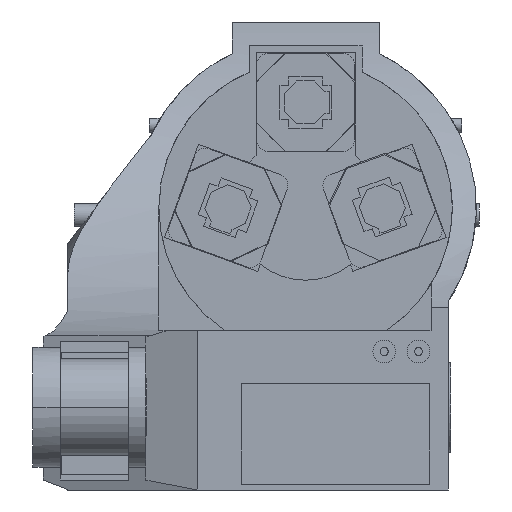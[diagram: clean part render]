
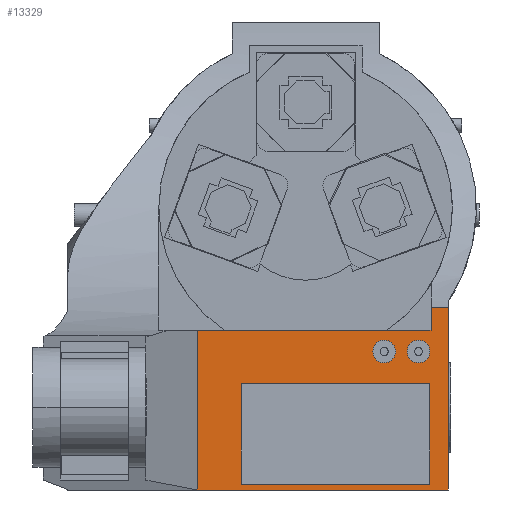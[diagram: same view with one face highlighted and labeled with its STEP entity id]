
A CAD part, left-side view. The second image highlights one B-rep face of the part: STEP entity #13329.
In plain terms, the highlighted planar face has unit normal (-1, 0, 0).
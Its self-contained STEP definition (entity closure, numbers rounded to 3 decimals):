
#148 = CARTESIAN_POINT ( 'NONE',  ( 225., 113., 3042. ) ) ;
#328 = CARTESIAN_POINT ( 'NONE',  ( 225., -250., 3175.457 ) ) ;
#463 = CARTESIAN_POINT ( 'NONE',  ( 225., -158., 3098. ) ) ;
#556 = VECTOR ( 'NONE', #4891, 1000. ) ;
#669 = CIRCLE ( 'NONE', #8895, 20. ) ;
#956 = VECTOR ( 'NONE', #2742, 1000. ) ;
#1032 = CARTESIAN_POINT ( 'NONE',  ( 225., 190., 2855. ) ) ;
#1094 = CIRCLE ( 'NONE', #10397, 20. ) ;
#1247 = DIRECTION ( 'NONE',  ( 0., -1., 0. ) ) ;
#1516 = CARTESIAN_POINT ( 'NONE',  ( 225., -1534.416, 3175.457 ) ) ;
#1544 = ORIENTED_EDGE ( 'NONE', *, *, #1926, .T. ) ;
#1662 = EDGE_LOOP ( 'NONE', ( #5829, #8509 ) ) ;
#1715 = CARTESIAN_POINT ( 'NONE',  ( 225., -118., 3098. ) ) ;
#1769 = EDGE_CURVE ( 'NONE', #11665, #4250, #6002, .T. ) ;
#1849 = DIRECTION ( 'NONE',  ( 0., -1., 0. ) ) ;
#1926 = EDGE_CURVE ( 'NONE', #11965, #10987, #3496, .T. ) ;
#2103 = EDGE_CURVE ( 'NONE', #11665, #2635, #2879, .T. ) ;
#2106 = VECTOR ( 'NONE', #10138, 1000. ) ;
#2148 = DIRECTION ( 'NONE',  ( 0., 0., -1. ) ) ;
#2252 = ORIENTED_EDGE ( 'NONE', *, *, #2449, .F. ) ;
#2338 = LINE ( 'NONE', #3208, #5835 ) ;
#2422 = EDGE_CURVE ( 'NONE', #11965, #4250, #10796, .T. ) ;
#2449 = EDGE_CURVE ( 'NONE', #5857, #6665, #10922, .T. ) ;
#2555 = VERTEX_POINT ( 'NONE', #8073 ) ;
#2635 = VERTEX_POINT ( 'NONE', #1032 ) ;
#2641 = ORIENTED_EDGE ( 'NONE', *, *, #4550, .F. ) ;
#2646 = DIRECTION ( 'NONE',  ( 0., -1., 0. ) ) ;
#2728 = VERTEX_POINT ( 'NONE', #463 ) ;
#2742 = DIRECTION ( 'NONE',  ( 0., 0., -1. ) ) ;
#2826 = CARTESIAN_POINT ( 'NONE',  ( 225., -250., 3000. ) ) ;
#2879 = LINE ( 'NONE', #12152, #12463 ) ;
#2893 = FACE_BOUND ( 'NONE', #1662, .T. ) ;
#2931 = CIRCLE ( 'NONE', #4664, 20. ) ;
#3084 = DIRECTION ( 'NONE',  ( 1., 0., 0. ) ) ;
#3208 = CARTESIAN_POINT ( 'NONE',  ( 225., 190., 3135. ) ) ;
#3426 = EDGE_CURVE ( 'NONE', #13123, #10987, #2338, .T. ) ;
#3496 = LINE ( 'NONE', #10810, #12270 ) ;
#3586 = EDGE_CURVE ( 'NONE', #7042, #10667, #5635, .T. ) ;
#3733 = EDGE_LOOP ( 'NONE', ( #7872, #10164 ) ) ;
#4091 = DIRECTION ( 'NONE',  ( 0., -1., 0. ) ) ;
#4221 = EDGE_LOOP ( 'NONE', ( #12398, #8994, #10766, #4658, #1544, #8818 ) ) ;
#4250 = VERTEX_POINT ( 'NONE', #328 ) ;
#4519 = ORIENTED_EDGE ( 'NONE', *, *, #12609, .F. ) ;
#4550 = EDGE_CURVE ( 'NONE', #2555, #9749, #5179, .T. ) ;
#4658 = ORIENTED_EDGE ( 'NONE', *, *, #2422, .F. ) ;
#4664 = AXIS2_PLACEMENT_3D ( 'NONE', #9323, #3084, #9255 ) ;
#4704 = ORIENTED_EDGE ( 'NONE', *, *, #5354, .F. ) ;
#4839 = VECTOR ( 'NONE', #6321, 1000. ) ;
#4891 = DIRECTION ( 'NONE',  ( 0., -1., 0. ) ) ;
#5054 = PLANE ( 'NONE',  #6292 ) ;
#5179 = LINE ( 'NONE', #5314, #11668 ) ;
#5314 = CARTESIAN_POINT ( 'NONE',  ( 225., -218., 3042. ) ) ;
#5354 = EDGE_CURVE ( 'NONE', #9749, #5857, #5437, .T. ) ;
#5420 = CARTESIAN_POINT ( 'NONE',  ( 225., -178., 3098. ) ) ;
#5437 = LINE ( 'NONE', #148, #4839 ) ;
#5635 = CIRCLE ( 'NONE', #12119, 20. ) ;
#5757 = DIRECTION ( 'NONE',  ( 1., 0., 0. ) ) ;
#5829 = ORIENTED_EDGE ( 'NONE', *, *, #3586, .T. ) ;
#5835 = VECTOR ( 'NONE', #1247, 1000. ) ;
#5857 = VERTEX_POINT ( 'NONE', #5866 ) ;
#5866 = CARTESIAN_POINT ( 'NONE',  ( 225., 113., 3042. ) ) ;
#5966 = CARTESIAN_POINT ( 'NONE',  ( 225., -218., 3098. ) ) ;
#6002 = LINE ( 'NONE', #2826, #2106 ) ;
#6290 = CARTESIAN_POINT ( 'NONE',  ( 225., -220., 3175.457 ) ) ;
#6292 = AXIS2_PLACEMENT_3D ( 'NONE', #9191, #12438, #2148 ) ;
#6321 = DIRECTION ( 'NONE',  ( 0., 1., 0. ) ) ;
#6665 = VERTEX_POINT ( 'NONE', #7936 ) ;
#6996 = CARTESIAN_POINT ( 'NONE',  ( 225., -198., 3098. ) ) ;
#7024 = FACE_BOUND ( 'NONE', #3733, .T. ) ;
#7041 = CARTESIAN_POINT ( 'NONE',  ( 225., -198., 3098. ) ) ;
#7042 = VERTEX_POINT ( 'NONE', #5420 ) ;
#7048 = CARTESIAN_POINT ( 'NONE',  ( 225., -218., 3042. ) ) ;
#7062 = CARTESIAN_POINT ( 'NONE',  ( 225., 113., 3042. ) ) ;
#7063 = DIRECTION ( 'NONE',  ( 1., 0., 0. ) ) ;
#7142 = LINE ( 'NONE', #12151, #9539 ) ;
#7872 = ORIENTED_EDGE ( 'NONE', *, *, #12941, .T. ) ;
#7906 = CARTESIAN_POINT ( 'NONE',  ( 225., 190., 3135. ) ) ;
#7936 = CARTESIAN_POINT ( 'NONE',  ( 225., 113., 2865. ) ) ;
#8035 = FACE_OUTER_BOUND ( 'NONE', #4221, .T. ) ;
#8048 = CARTESIAN_POINT ( 'NONE',  ( 225., -220., 3135. ) ) ;
#8073 = CARTESIAN_POINT ( 'NONE',  ( 225., -218., 2865. ) ) ;
#8427 = DIRECTION ( 'NONE',  ( 0., 0., 1. ) ) ;
#8509 = ORIENTED_EDGE ( 'NONE', *, *, #12802, .T. ) ;
#8714 = DIRECTION ( 'NONE',  ( 0., 0., -1. ) ) ;
#8818 = ORIENTED_EDGE ( 'NONE', *, *, #3426, .F. ) ;
#8837 = LINE ( 'NONE', #12016, #956 ) ;
#8895 = AXIS2_PLACEMENT_3D ( 'NONE', #10224, #13330, #11509 ) ;
#8994 = ORIENTED_EDGE ( 'NONE', *, *, #2103, .F. ) ;
#9031 = DIRECTION ( 'NONE',  ( 0., 0., -1. ) ) ;
#9085 = VERTEX_POINT ( 'NONE', #1715 ) ;
#9191 = CARTESIAN_POINT ( 'NONE',  ( 225., 190., 4534.416 ) ) ;
#9255 = DIRECTION ( 'NONE',  ( 0., -1., 0. ) ) ;
#9323 = CARTESIAN_POINT ( 'NONE',  ( 225., -138., 3098. ) ) ;
#9539 = VECTOR ( 'NONE', #4091, 1000. ) ;
#9565 = CARTESIAN_POINT ( 'NONE',  ( 225., -250., 2855. ) ) ;
#9749 = VERTEX_POINT ( 'NONE', #7048 ) ;
#10138 = DIRECTION ( 'NONE',  ( 0., 0., 1. ) ) ;
#10164 = ORIENTED_EDGE ( 'NONE', *, *, #10327, .T. ) ;
#10205 = FACE_BOUND ( 'NONE', #13333, .T. ) ;
#10224 = CARTESIAN_POINT ( 'NONE',  ( 225., -138., 3098. ) ) ;
#10327 = EDGE_CURVE ( 'NONE', #2728, #9085, #2931, .T. ) ;
#10329 = VECTOR ( 'NONE', #9031, 1000. ) ;
#10397 = AXIS2_PLACEMENT_3D ( 'NONE', #7041, #5757, #2646 ) ;
#10667 = VERTEX_POINT ( 'NONE', #5966 ) ;
#10766 = ORIENTED_EDGE ( 'NONE', *, *, #1769, .T. ) ;
#10796 = LINE ( 'NONE', #1516, #556 ) ;
#10810 = CARTESIAN_POINT ( 'NONE',  ( 225., -220., 4534.416 ) ) ;
#10922 = LINE ( 'NONE', #7062, #10329 ) ;
#10987 = VERTEX_POINT ( 'NONE', #8048 ) ;
#11509 = DIRECTION ( 'NONE',  ( 0., -1., 0. ) ) ;
#11665 = VERTEX_POINT ( 'NONE', #9565 ) ;
#11668 = VECTOR ( 'NONE', #8427, 1000. ) ;
#11965 = VERTEX_POINT ( 'NONE', #6290 ) ;
#12016 = CARTESIAN_POINT ( 'NONE',  ( 225., 190., 4534.416 ) ) ;
#12119 = AXIS2_PLACEMENT_3D ( 'NONE', #6996, #7063, #1849 ) ;
#12151 = CARTESIAN_POINT ( 'NONE',  ( 225., -218., 2865. ) ) ;
#12152 = CARTESIAN_POINT ( 'NONE',  ( 225., -250., 2855. ) ) ;
#12270 = VECTOR ( 'NONE', #8714, 1000. ) ;
#12398 = ORIENTED_EDGE ( 'NONE', *, *, #12496, .T. ) ;
#12438 = DIRECTION ( 'NONE',  ( 1., 0., 0. ) ) ;
#12463 = VECTOR ( 'NONE', #13231, 1000. ) ;
#12496 = EDGE_CURVE ( 'NONE', #13123, #2635, #8837, .T. ) ;
#12609 = EDGE_CURVE ( 'NONE', #6665, #2555, #7142, .T. ) ;
#12802 = EDGE_CURVE ( 'NONE', #10667, #7042, #1094, .T. ) ;
#12941 = EDGE_CURVE ( 'NONE', #9085, #2728, #669, .T. ) ;
#13123 = VERTEX_POINT ( 'NONE', #7906 ) ;
#13231 = DIRECTION ( 'NONE',  ( 0., 1., 0. ) ) ;
#13329 = ADVANCED_FACE ( 'NONE', ( #7024, #2893, #8035, #10205 ), #5054, .F. ) ;
#13330 = DIRECTION ( 'NONE',  ( 1., 0., 0. ) ) ;
#13333 = EDGE_LOOP ( 'NONE', ( #2252, #4704, #2641, #4519 ) ) ;
